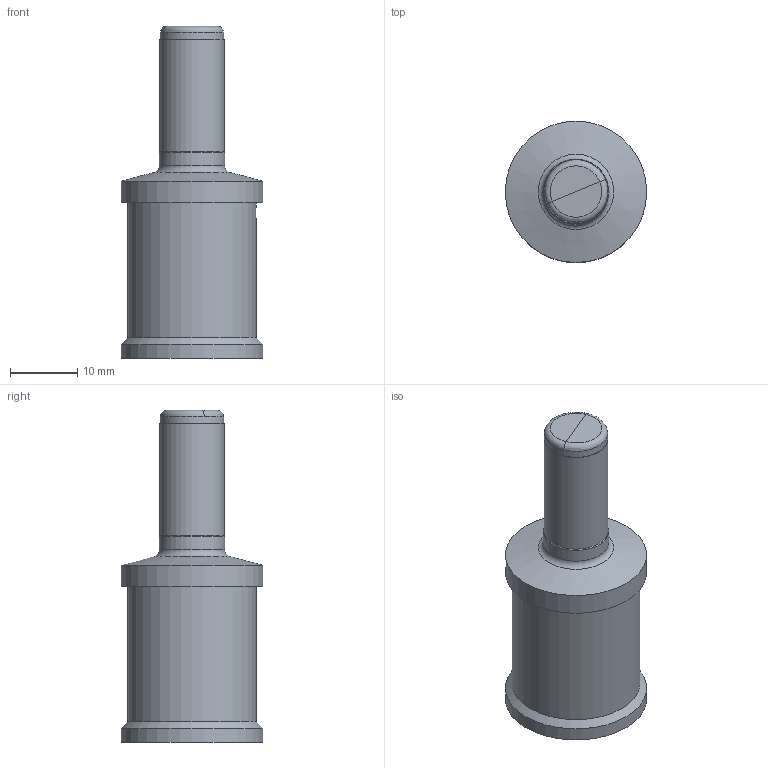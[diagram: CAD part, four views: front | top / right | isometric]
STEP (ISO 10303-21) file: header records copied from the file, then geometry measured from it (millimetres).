
FILE_DESCRIPTION(/* description */ (''),/* implementation_level */ '2;1');
FILE_NAME(/* name */ '_model1.stp',/* time_stamp */ '2023-03-29T15:17:08+08:00',/* author */ (''),/* organization */ (''),/* preprocessor_version */ 'ST-DEVELOPER v18.1',/* originating_system */ 'SIEMENS PLM Software NX 1980',/* authorisation */ '');
FILE_SCHEMA (('AUTOMOTIVE_DESIGN { 1 0 10303 214 3 1 1 1 }'));
Length unit declared in the file: millimetre
Products named in the file (1): _model1
Bounding box: 20.95 x 20.95 x 49.2 mm (x, y, z)
Volume: 5982.1 mm3; surface area: 4187.6 mm2
Topology: 1 solids, 2 shells, 47 faces, 110 edges, 71 vertices
Faces by surface type: cylinder 18, plane 17, cone 9, bspline 2, torus 1
Full cylindrical faces by diameter (mm): 2 x1, 4.5 x1, 5 x1, 9.4 x1, 9.5 x1, 9.7 x1, 13.5 x1, 19 x1, 20.95 x2
Entity records: 1529 total; most frequent: CARTESIAN_POINT 546, DIRECTION 199, ORIENTED_EDGE 168, EDGE_CURVE 84, AXIS2_PLACEMENT_3D 83, EDGE_LOOP 71, VERTEX_POINT 64, FACE_BOUND 48
